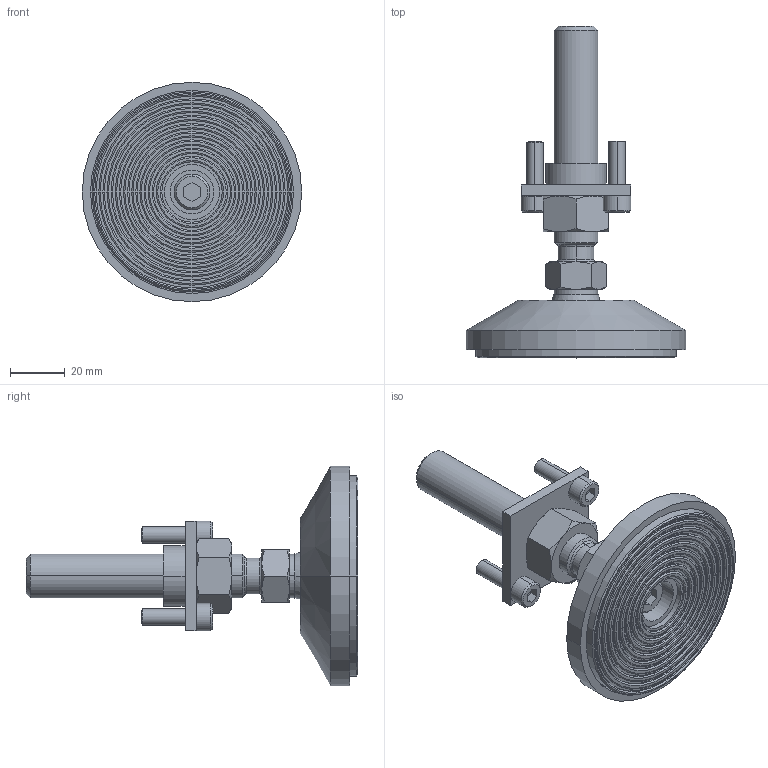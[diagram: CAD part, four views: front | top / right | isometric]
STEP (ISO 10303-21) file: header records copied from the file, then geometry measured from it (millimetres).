
FILE_DESCRIPTION(('Creo Elements/Direct Modeling STEP Export'),'2;1');
FILE_NAME('44.0245.1_Gelenkfuß-MMS-44_80-M16-121mm-ST-schwingungsgedaempft.stp','2022-03-21T 8:59:22',(''),(''),'PTC Creo Elements/Direct Modeling STEP processor for AP214 (Solid Model)','PTC Creo Elements/Direct Modeling 19.0C 15-Aug-2015 (C) Parametric Technology GmbH','');
FILE_SCHEMA(('AUTOMOTIVE_DESIGN { 1 0 10303 214 1 1 1 1 }'));
Length unit declared in the file: millimetre
Products named in the file (8): Flansch-MMS-44_40x40x12-M16_44.0249_PX171646; Zylinderschraube-DIN7500_M6x20-GEFU-verz_12542_PX171655; Fußteller_Ø80x16mm_96.7000_PX173697; Sechskantmutter-DIN934_M16-8.8-verz_11506_PX171652; Fußspindel_M16x110_96.7010_PX171649; Zylinderschraube-DIN6912_M8x16-8.8-verz_10099_PX171657; Gummischeibe_D7320x9_96.7001_PX173699; Gelenkfuß-MMS-44_80-M16-121mm-ST-schwingungsgedaempft_44.0245.1_PX17
3707
Assembly tree (8 placements, depth 2):
  Gelenkfuß-MMS-44_80-M16-121mm-ST-schwingungsgedaempft_44.0245.1_PX17
3707
    Gummischeibe_D7320x9_96.7001_PX173699
    Zylinderschraube-DIN6912_M8x16-8.8-verz_10099_PX171657
    Fußspindel_M16x110_96.7010_PX171649
    Sechskantmutter-DIN934_M16-8.8-verz_11506_PX171652
    Zylinderschraube-DIN7500_M6x20-GEFU-verz_12542_PX171655  x2
    Fußteller_Ø80x16mm_96.7000_PX173697
    Flansch-MMS-44_40x40x12-M16_44.0249_PX171646
Bounding box: 80 x 121 x 80 mm (x, y, z)
Volume: 110879.8 mm3; surface area: 42874.3 mm2
Topology: 8 solids, 8 shells, 262 faces, 550 edges, 333 vertices
Faces by surface type: cylinder 84, plane 80, cone 56, torus 38, sphere 4
Entity records: 7765 total; most frequent: CARTESIAN_POINT 2656, ORIENTED_EDGE 1020, DIRECTION 938, EDGE_CURVE 510, AXIS2_PLACEMENT_3D 385, VERTEX_POINT 309, EDGE_LOOP 285, FACE_OUTER_BOUND 244
